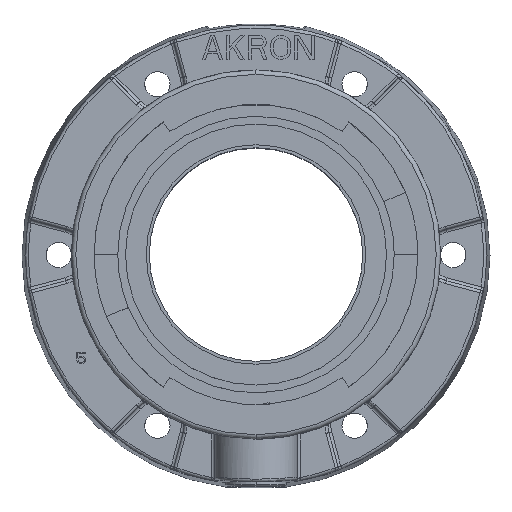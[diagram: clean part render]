
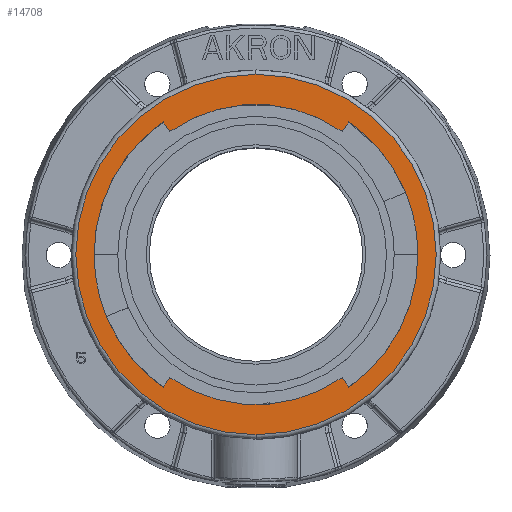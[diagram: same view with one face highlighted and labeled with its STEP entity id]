
A CAD part, top view. The second image highlights one B-rep face of the part: STEP entity #14708.
In plain terms, the highlighted planar face has unit normal (0, 0, 1).
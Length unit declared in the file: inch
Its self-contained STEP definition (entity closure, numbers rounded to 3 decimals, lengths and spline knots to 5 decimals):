
#11716=CARTESIAN_POINT('',(0.,0.,7.04563));
#11717=DIRECTION('',(0.,0.,-1.));
#11718=DIRECTION('',(0.,-1.,0.));
#11719=AXIS2_PLACEMENT_3D('',#11716,#11717,#11718);
#11721=CARTESIAN_POINT('',(0.,0.,7.04563));
#11722=DIRECTION('',(0.,0.,-1.));
#11723=DIRECTION('',(0.,1.,0.));
#11724=AXIS2_PLACEMENT_3D('',#11721,#11722,#11723);
#11726=CARTESIAN_POINT('',(0.,0.,7.04563));
#11727=DIRECTION('',(0.,0.,1.));
#11728=DIRECTION('',(1.,0.,0.));
#11729=AXIS2_PLACEMENT_3D('',#11726,#11727,#11728);
#11731=CARTESIAN_POINT('',(0.,0.,7.04563));
#11732=DIRECTION('',(0.,0.,1.));
#11733=DIRECTION('',(0.574,0.819,0.));
#11734=AXIS2_PLACEMENT_3D('',#11731,#11732,#11733);
#11736=CARTESIAN_POINT('',(0.,0.,7.04563));
#11737=DIRECTION('',(0.,0.,1.));
#11738=DIRECTION('',(-1.,0.,0.));
#11739=AXIS2_PLACEMENT_3D('',#11736,#11737,#11738);
#11741=CARTESIAN_POINT('',(0.,0.,7.04563));
#11742=DIRECTION('',(0.,0.,1.));
#11743=DIRECTION('',(-0.574,-0.819,0.));
#11744=AXIS2_PLACEMENT_3D('',#11741,#11742,#11743);
#12050=CARTESIAN_POINT('',(0.,0.,7.04563));
#12051=DIRECTION('',(0.,0.,-1.));
#12052=DIRECTION('',(-0.574,-0.819,0.));
#12053=AXIS2_PLACEMENT_3D('',#12050,#12051,#12052);
#12055=CARTESIAN_POINT('',(0.,0.,7.04563));
#12056=DIRECTION('',(0.,0.,-1.));
#12057=DIRECTION('',(1.,0.,0.));
#12058=AXIS2_PLACEMENT_3D('',#12055,#12056,#12057);
#12070=CARTESIAN_POINT('',(0.,0.,7.04563));
#12071=DIRECTION('',(0.,0.,-1.));
#12072=DIRECTION('',(-1.,0.,0.));
#12073=AXIS2_PLACEMENT_3D('',#12070,#12071,#12072);
#12075=CARTESIAN_POINT('',(0.,0.,7.04563));
#12076=DIRECTION('',(0.,0.,-1.));
#12077=DIRECTION('',(0.574,0.819,0.));
#12078=AXIS2_PLACEMENT_3D('',#12075,#12076,#12077);
#12096=DIRECTION('',(-0.924,-0.383,0.));
#12097=VECTOR('',#12096,0.1875);
#12098=CARTESIAN_POINT('',(-2.9809,-1.23473,7.04563));
#12099=LINE('',#12098,#12097);
#12157=DIRECTION('',(-1.,0.,0.));
#12158=VECTOR('',#12157,0.1875);
#12159=CARTESIAN_POINT('',(-3.2265,0.,7.04563));
#12160=LINE('',#12159,#12158);
#12235=DIRECTION('',(1.,0.,0.));
#12236=VECTOR('',#12235,0.1875);
#12237=CARTESIAN_POINT('',(3.2265,0.,7.04563));
#12238=LINE('',#12237,#12236);
#12294=DIRECTION('',(0.924,0.383,0.));
#12295=VECTOR('',#12294,0.1875);
#12296=CARTESIAN_POINT('',(2.9809,1.23473,7.04563));
#12297=LINE('',#12296,#12295);
#12391=DIRECTION('',(0.574,-0.819,0.));
#12392=VECTOR('',#12391,0.25);
#12393=CARTESIAN_POINT('',(1.8148,-2.5918,7.04563));
#12394=LINE('',#12393,#12392);
#12416=DIRECTION('',(-0.574,-0.819,0.));
#12417=VECTOR('',#12416,0.25);
#12418=CARTESIAN_POINT('',(-1.8148,-2.5918,7.04563));
#12419=LINE('',#12418,#12417);
#12428=DIRECTION('',(-0.574,0.819,0.));
#12429=VECTOR('',#12428,0.25);
#12430=CARTESIAN_POINT('',(-1.8148,2.5918,7.04563));
#12431=LINE('',#12430,#12429);
#12457=DIRECTION('',(0.574,0.819,0.));
#12458=VECTOR('',#12457,0.25);
#12459=CARTESIAN_POINT('',(1.8148,2.5918,7.04563));
#12460=LINE('',#12459,#12458);
#14099=CARTESIAN_POINT('',(-1.8148,-2.5918,7.04563));
#14101=VERTEX_POINT('',#14099);
#14103=CARTESIAN_POINT('',(1.8148,-2.5918,7.04563));
#14105=VERTEX_POINT('',#14103);
#14112=CARTESIAN_POINT('',(1.95819,-2.79659,7.04563));
#14114=VERTEX_POINT('',#14112);
#14118=CARTESIAN_POINT('',(-1.95819,-2.79659,7.04563));
#14119=VERTEX_POINT('',#14118);
#14123=CARTESIAN_POINT('',(-3.2265,0.,7.04563));
#14125=VERTEX_POINT('',#14123);
#14133=CARTESIAN_POINT('',(-2.9809,-1.23473,7.04563));
#14135=VERTEX_POINT('',#14133);
#14162=CARTESIAN_POINT('',(-3.414,0.,7.04563));
#14164=VERTEX_POINT('',#14162);
#14166=CARTESIAN_POINT('',(-3.15412,-1.30648,7.04563));
#14168=VERTEX_POINT('',#14166);
#14488=CARTESIAN_POINT('',(0.,-3.79762,7.04563));
#14489=CARTESIAN_POINT('',(0.,3.79762,7.04563));
#14490=VERTEX_POINT('',#14488);
#14491=VERTEX_POINT('',#14489);
#14535=CARTESIAN_POINT('',(1.8148,2.5918,7.04563));
#14537=VERTEX_POINT('',#14535);
#14539=CARTESIAN_POINT('',(-1.8148,2.5918,7.04563));
#14541=VERTEX_POINT('',#14539);
#14542=CARTESIAN_POINT('',(1.95819,2.79659,7.04563));
#14544=VERTEX_POINT('',#14542);
#14546=CARTESIAN_POINT('',(-1.95819,2.79659,7.04563));
#14548=VERTEX_POINT('',#14546);
#14558=CARTESIAN_POINT('',(3.2265,0.,7.04563));
#14559=VERTEX_POINT('',#14558);
#14568=CARTESIAN_POINT('',(2.9809,1.23473,7.04563));
#14569=VERTEX_POINT('',#14568);
#14570=CARTESIAN_POINT('',(3.414,0.,7.04563));
#14572=VERTEX_POINT('',#14570);
#14574=CARTESIAN_POINT('',(3.15412,1.30648,7.04563));
#14576=VERTEX_POINT('',#14574);
#14663=CARTESIAN_POINT('',(0.,0.,7.04563));
#14664=DIRECTION('',(0.,0.,1.));
#14665=DIRECTION('',(0.,1.,0.));
#14666=AXIS2_PLACEMENT_3D('',#14663,#14664,#14665);
#14667=PLANE('',#14666);
#14669=ORIENTED_EDGE('',*,*,#14668,.T.);
#14671=ORIENTED_EDGE('',*,*,#14670,.T.);
#14672=EDGE_LOOP('',(#14669,#14671));
#14673=FACE_OUTER_BOUND('',#14672,.F.);
#14675=ORIENTED_EDGE('',*,*,#14674,.F.);
#14677=ORIENTED_EDGE('',*,*,#14676,.F.);
#14679=ORIENTED_EDGE('',*,*,#14678,.T.);
#14681=ORIENTED_EDGE('',*,*,#14680,.T.);
#14683=ORIENTED_EDGE('',*,*,#14682,.F.);
#14685=ORIENTED_EDGE('',*,*,#14684,.F.);
#14687=ORIENTED_EDGE('',*,*,#14686,.T.);
#14689=ORIENTED_EDGE('',*,*,#14688,.T.);
#14691=ORIENTED_EDGE('',*,*,#14690,.F.);
#14693=ORIENTED_EDGE('',*,*,#14692,.F.);
#14695=ORIENTED_EDGE('',*,*,#14694,.T.);
#14697=ORIENTED_EDGE('',*,*,#14696,.T.);
#14699=ORIENTED_EDGE('',*,*,#14698,.F.);
#14701=ORIENTED_EDGE('',*,*,#14700,.F.);
#14703=ORIENTED_EDGE('',*,*,#14702,.T.);
#14705=ORIENTED_EDGE('',*,*,#14704,.T.);
#14706=EDGE_LOOP('',(#14675,#14677,#14679,#14681,#14683,#14685,#14687,#14689,
#14691,#14693,#14695,#14697,#14699,#14701,#14703,#14705));
#14707=FACE_BOUND('',#14706,.F.);
#11720=CIRCLE('',#11719,3.79762);
#11725=CIRCLE('',#11724,3.79762);
#11730=CIRCLE('',#11729,3.2265);
#11735=CIRCLE('',#11734,3.164);
#11740=CIRCLE('',#11739,3.2265);
#11745=CIRCLE('',#11744,3.164);
#12054=CIRCLE('',#12053,3.414);
#12059=CIRCLE('',#12058,3.414);
#12074=CIRCLE('',#12073,3.414);
#12079=CIRCLE('',#12078,3.414);
#14668=EDGE_CURVE('',#14490,#14491,#11720,.T.);
#14670=EDGE_CURVE('',#14491,#14490,#11725,.T.);
#14674=EDGE_CURVE('',#14572,#14114,#12059,.T.);
#14676=EDGE_CURVE('',#14559,#14572,#12238,.T.);
#14678=EDGE_CURVE('',#14559,#14569,#11730,.T.);
#14680=EDGE_CURVE('',#14569,#14576,#12297,.T.);
#14682=EDGE_CURVE('',#14544,#14576,#12079,.T.);
#14684=EDGE_CURVE('',#14537,#14544,#12460,.T.);
#14686=EDGE_CURVE('',#14537,#14541,#11735,.T.);
#14688=EDGE_CURVE('',#14541,#14548,#12431,.T.);
#14690=EDGE_CURVE('',#14164,#14548,#12074,.T.);
#14692=EDGE_CURVE('',#14125,#14164,#12160,.T.);
#14694=EDGE_CURVE('',#14125,#14135,#11740,.T.);
#14696=EDGE_CURVE('',#14135,#14168,#12099,.T.);
#14698=EDGE_CURVE('',#14119,#14168,#12054,.T.);
#14700=EDGE_CURVE('',#14101,#14119,#12419,.T.);
#14702=EDGE_CURVE('',#14101,#14105,#11745,.T.);
#14704=EDGE_CURVE('',#14105,#14114,#12394,.T.);
#14708=ADVANCED_FACE('',(#14673,#14707),#14667,.T.);
